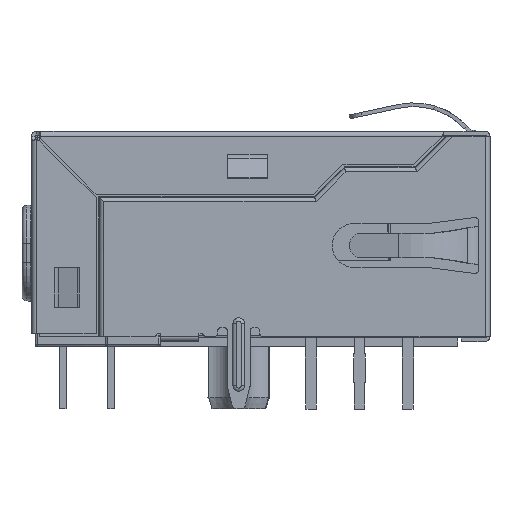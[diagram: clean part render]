
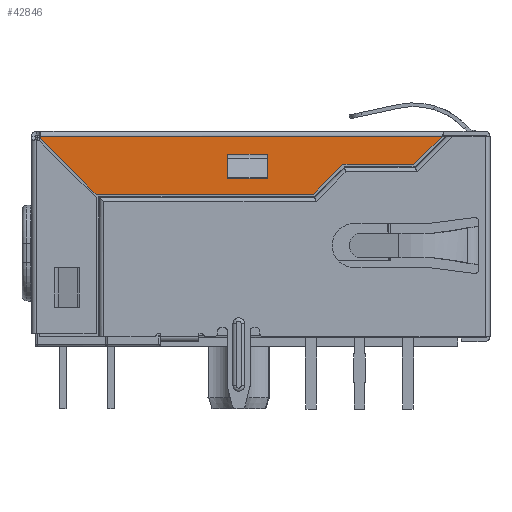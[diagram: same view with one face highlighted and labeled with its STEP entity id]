
A CAD part, left-side view. The second image highlights one B-rep face of the part: STEP entity #42846.
In plain terms, the highlighted planar face has unit normal (-1, 0, 0).
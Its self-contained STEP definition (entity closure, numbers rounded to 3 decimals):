
#1663=PLANE('',#49851);
#5863=LINE('',#72815,#10887);
#5877=LINE('',#72847,#10901);
#5878=LINE('',#72848,#10902);
#5879=LINE('',#72850,#10903);
#5880=LINE('',#72852,#10904);
#5881=LINE('',#72854,#10905);
#5882=LINE('',#72855,#10906);
#5883=LINE('',#72858,#10907);
#5884=LINE('',#72860,#10908);
#5885=LINE('',#72862,#10909);
#10887=VECTOR('',#59180,1000.);
#10901=VECTOR('',#59204,1000.);
#10902=VECTOR('',#59205,1000.);
#10903=VECTOR('',#59206,1000.);
#10904=VECTOR('',#59207,1000.);
#10905=VECTOR('',#59208,1000.);
#10906=VECTOR('',#59209,1000.);
#10907=VECTOR('',#59210,1000.);
#10908=VECTOR('',#59211,1000.);
#10909=VECTOR('',#59212,1000.);
#21136=ORIENTED_EDGE('',*,*,#29163,.T.);
#21137=ORIENTED_EDGE('',*,*,#29160,.T.);
#21138=ORIENTED_EDGE('',*,*,#29164,.T.);
#21139=ORIENTED_EDGE('',*,*,#29165,.T.);
#21140=ORIENTED_EDGE('',*,*,#29166,.T.);
#21141=ORIENTED_EDGE('',*,*,#29167,.T.);
#21142=ORIENTED_EDGE('',*,*,#29147,.T.);
#21143=ORIENTED_EDGE('',*,*,#29168,.F.);
#21144=ORIENTED_EDGE('',*,*,#29169,.F.);
#21145=ORIENTED_EDGE('',*,*,#29170,.F.);
#21146=ORIENTED_EDGE('',*,*,#29171,.F.);
#29147=EDGE_CURVE('',#33712,#33711,#5863,.T.);
#29160=EDGE_CURVE('',#33723,#33724,#35361,.T.);
#29163=EDGE_CURVE('',#33711,#33723,#5877,.T.);
#29164=EDGE_CURVE('',#33724,#33725,#5878,.T.);
#29165=EDGE_CURVE('',#33725,#33726,#5879,.T.);
#29166=EDGE_CURVE('',#33726,#33727,#5880,.T.);
#29167=EDGE_CURVE('',#33727,#33712,#5881,.T.);
#29168=EDGE_CURVE('',#33728,#33729,#5882,.T.);
#29169=EDGE_CURVE('',#33730,#33728,#5883,.T.);
#29170=EDGE_CURVE('',#33731,#33730,#5884,.T.);
#29171=EDGE_CURVE('',#33729,#33731,#5885,.T.);
#33711=VERTEX_POINT('',#72814);
#33712=VERTEX_POINT('',#72816);
#33723=VERTEX_POINT('',#72842);
#33724=VERTEX_POINT('',#72843);
#33725=VERTEX_POINT('',#72849);
#33726=VERTEX_POINT('',#72851);
#33727=VERTEX_POINT('',#72853);
#33728=VERTEX_POINT('',#72856);
#33729=VERTEX_POINT('',#72857);
#33730=VERTEX_POINT('',#72859);
#33731=VERTEX_POINT('',#72861);
#35361=CIRCLE('',#49850,0.2);
#37473=EDGE_LOOP('',(#21136,#21137,#21138,#21139,#21140,#21141,#21142));
#37474=EDGE_LOOP('',(#21143,#21144,#21145,#21146));
#39980=FACE_BOUND('',#37473,.T.);
#39981=FACE_BOUND('',#37474,.T.);
#42846=ADVANCED_FACE('',(#39980,#39981),#1663,.T.);
#49850=AXIS2_PLACEMENT_3D('',#72841,#59198,#59199);
#49851=AXIS2_PLACEMENT_3D('',#72846,#59202,#59203);
#59180=DIRECTION('',(0.,-0.707,0.707));
#59198=DIRECTION('',(-1.,0.,0.));
#59199=DIRECTION('',(0.,0.,1.));
#59202=DIRECTION('',(-1.,0.,0.));
#59203=DIRECTION('',(0.,0.,1.));
#59204=DIRECTION('',(0.,1.,0.));
#59205=DIRECTION('',(0.,-0.707,-0.707));
#59206=DIRECTION('',(0.,-1.,0.));
#59207=DIRECTION('',(0.,-0.707,0.707));
#59208=DIRECTION('',(0.,-1.,0.));
#59209=DIRECTION('',(0.,0.,1.));
#59210=DIRECTION('',(0.,-1.,0.));
#59211=DIRECTION('',(0.,0.,-1.));
#59212=DIRECTION('',(0.,1.,0.));
#72814=CARTESIAN_POINT('',(-8.89,-10.689,11.05));
#72815=CARTESIAN_POINT('',(-8.89,-9.21,9.571));
#72816=CARTESIAN_POINT('',(-8.89,-9.21,9.571));
#72841=CARTESIAN_POINT('',(-8.89,10.244,11.028));
#72842=CARTESIAN_POINT('',(-8.89,10.443,11.05));
#72843=CARTESIAN_POINT('',(-8.89,10.385,10.887));
#72846=CARTESIAN_POINT('',(-8.89,0.,0.));
#72847=CARTESIAN_POINT('',(-8.89,-10.689,11.05));
#72848=CARTESIAN_POINT('',(-8.89,10.64,11.141));
#72849=CARTESIAN_POINT('',(-8.89,7.499,8.));
#72850=CARTESIAN_POINT('',(-8.89,7.499,8.));
#72851=CARTESIAN_POINT('',(-8.89,-3.91,8.));
#72852=CARTESIAN_POINT('',(-8.89,-3.91,8.));
#72853=CARTESIAN_POINT('',(-8.89,-5.481,9.571));
#72854=CARTESIAN_POINT('',(-8.89,-5.481,9.571));
#72855=CARTESIAN_POINT('',(-8.89,-1.51,0.));
#72856=CARTESIAN_POINT('',(-8.89,-1.51,8.8));
#72857=CARTESIAN_POINT('',(-8.89,-1.51,10.1));
#72858=CARTESIAN_POINT('',(-8.89,0.,8.8));
#72859=CARTESIAN_POINT('',(-8.89,0.59,8.8));
#72860=CARTESIAN_POINT('',(-8.89,0.59,0.));
#72861=CARTESIAN_POINT('',(-8.89,0.59,10.1));
#72862=CARTESIAN_POINT('',(-8.89,0.,10.1));
